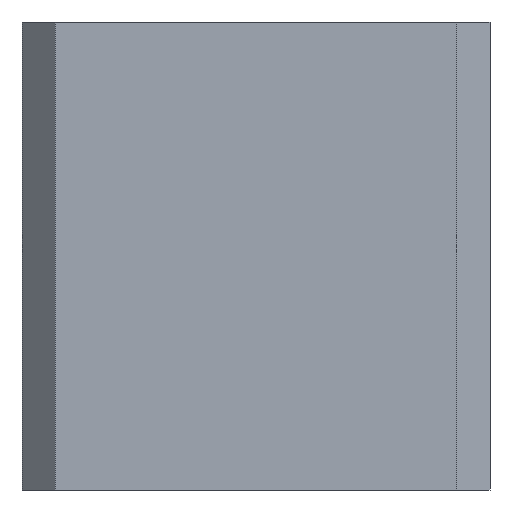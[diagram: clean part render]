
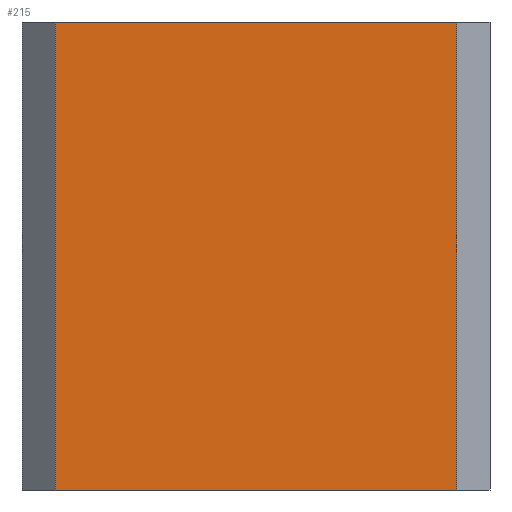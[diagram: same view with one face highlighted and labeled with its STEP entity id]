
A CAD part, front view. The second image highlights one B-rep face of the part: STEP entity #215.
In plain terms, the highlighted planar face has unit normal (0, -1, 0).
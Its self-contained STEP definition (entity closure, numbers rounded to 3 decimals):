
#215=ADVANCED_FACE('',(#437),#439,.T.);
#437=FACE_BOUND('',#438,.T.);
#438=EDGE_LOOP('',(#583,#584,#585,#586));
#439=PLANE('',#440);
#440=AXIS2_PLACEMENT_3D('',#441,#442,#443);
#441=CARTESIAN_POINT('',(-35.,-70.,0.));
#442=DIRECTION('',(0.,-1.,0.));
#443=DIRECTION('',(1.,0.,0.));
#583=ORIENTED_EDGE('',*,*,#679,.F.);
#584=ORIENTED_EDGE('',*,*,#653,.T.);
#585=ORIENTED_EDGE('',*,*,#677,.T.);
#586=ORIENTED_EDGE('',*,*,#680,.F.);
#653=EDGE_CURVE('',#743,#741,#744,.T.);
#677=EDGE_CURVE('',#741,#783,#784,.T.);
#679=EDGE_CURVE('',#743,#786,#787,.T.);
#680=EDGE_CURVE('',#786,#783,#788,.T.);
#741=VERTEX_POINT('',#915);
#743=VERTEX_POINT('',#919);
#744=LINE('',#920,#921);
#783=VERTEX_POINT('',#1007);
#784=LINE('',#1008,#1009);
#786=VERTEX_POINT('',#1014);
#787=LINE('',#1015,#1016);
#788=LINE('',#1018,#1019);
#915=CARTESIAN_POINT('',(30.,-70.,0.));
#919=CARTESIAN_POINT('',(-30.,-70.,0.));
#920=CARTESIAN_POINT('',(-30.,-70.,0.));
#921=VECTOR('',#922,1.);
#922=DIRECTION('',(1.,0.,0.));
#1007=CARTESIAN_POINT('',(30.,-70.,70.));
#1008=CARTESIAN_POINT('',(30.,-70.,0.));
#1009=VECTOR('',#1010,1.);
#1010=DIRECTION('',(0.,0.,1.));
#1014=CARTESIAN_POINT('',(-30.,-70.,70.));
#1015=CARTESIAN_POINT('',(-30.,-70.,0.));
#1016=VECTOR('',#1017,1.);
#1017=DIRECTION('',(0.,0.,1.));
#1018=CARTESIAN_POINT('',(-30.,-70.,70.));
#1019=VECTOR('',#1020,1.);
#1020=DIRECTION('',(1.,0.,0.));
